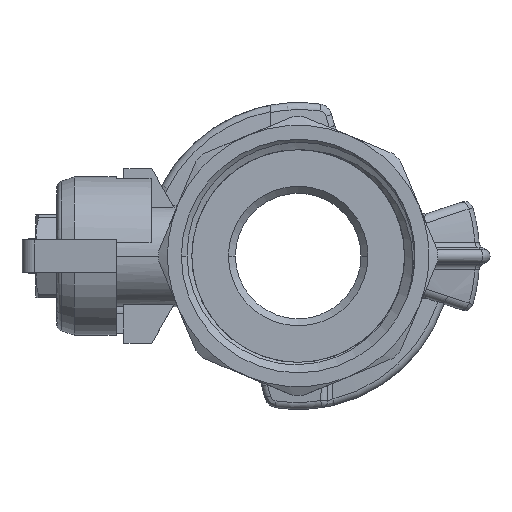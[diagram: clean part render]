
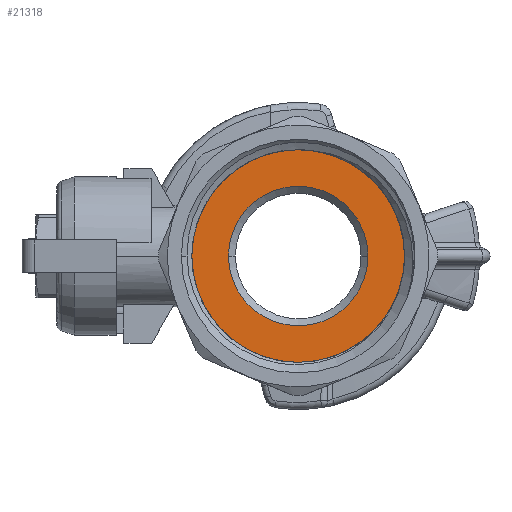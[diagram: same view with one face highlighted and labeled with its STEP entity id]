
A CAD part, left-side view. The second image highlights one B-rep face of the part: STEP entity #21318.
In plain terms, the highlighted face is planar.
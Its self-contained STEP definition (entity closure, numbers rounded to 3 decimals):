
#19649=CARTESIAN_POINT('',(0.,0.5,0.));
#19650=DIRECTION('',(0.,-1.,0.));
#19651=DIRECTION('',(1.,0.,0.));
#19652=AXIS2_PLACEMENT_3D('',#19649,#19650,#19651);
#19654=CARTESIAN_POINT('',(0.,0.5,0.));
#19655=DIRECTION('',(0.,-1.,0.));
#19656=DIRECTION('',(-1.,0.,0.));
#19657=AXIS2_PLACEMENT_3D('',#19654,#19655,#19656);
#19659=CARTESIAN_POINT('',(0.,0.5,0.));
#19660=DIRECTION('',(0.,1.,0.));
#19661=DIRECTION('',(-1.,0.,0.));
#19662=AXIS2_PLACEMENT_3D('',#19659,#19660,#19661);
#19664=CARTESIAN_POINT('',(0.,0.5,0.));
#19665=DIRECTION('',(0.,1.,0.));
#19666=DIRECTION('',(0.,0.,1.));
#19667=AXIS2_PLACEMENT_3D('',#19664,#19665,#19666);
#19669=CARTESIAN_POINT('',(0.,0.5,0.));
#19670=DIRECTION('',(0.,1.,0.));
#19671=DIRECTION('',(1.,0.,0.));
#19672=AXIS2_PLACEMENT_3D('',#19669,#19670,#19671);
#19674=CARTESIAN_POINT('',(0.,0.5,0.));
#19675=DIRECTION('',(0.,1.,0.));
#19676=DIRECTION('',(0.,0.,-1.));
#19677=AXIS2_PLACEMENT_3D('',#19674,#19675,#19676);
#20634=CARTESIAN_POINT('',(10.,0.5,0.));
#20635=VERTEX_POINT('',#20634);
#20636=CARTESIAN_POINT('',(-10.,0.5,0.));
#20637=CARTESIAN_POINT('',(0.,0.5,10.));
#20638=VERTEX_POINT('',#20636);
#20639=VERTEX_POINT('',#20637);
#20642=CARTESIAN_POINT('',(0.,0.5,-10.));
#20643=VERTEX_POINT('',#20642);
#20644=CARTESIAN_POINT('',(15.25,0.5,0.));
#20645=CARTESIAN_POINT('',(-15.25,0.5,0.));
#20646=VERTEX_POINT('',#20644);
#20647=VERTEX_POINT('',#20645);
#21301=CARTESIAN_POINT('',(0.,0.5,0.));
#21302=DIRECTION('',(0.,1.,0.));
#21303=DIRECTION('',(1.,0.,0.));
#21304=AXIS2_PLACEMENT_3D('',#21301,#21302,#21303);
#21305=PLANE('',#21304);
#21307=ORIENTED_EDGE('',*,*,#21306,.T.);
#21309=ORIENTED_EDGE('',*,*,#21308,.T.);
#21310=EDGE_LOOP('',(#21307,#21309));
#21311=FACE_OUTER_BOUND('',#21310,.F.);
#21312=ORIENTED_EDGE('',*,*,#21263,.T.);
#21313=ORIENTED_EDGE('',*,*,#21261,.T.);
#21314=ORIENTED_EDGE('',*,*,#21282,.T.);
#21315=ORIENTED_EDGE('',*,*,#21280,.T.);
#21316=EDGE_LOOP('',(#21312,#21313,#21314,#21315));
#21317=FACE_BOUND('',#21316,.F.);
#21318=ADVANCED_FACE('',(#21311,#21317),#21305,.T.);
#19653=CIRCLE('',#19652,15.25);
#19658=CIRCLE('',#19657,15.25);
#19663=CIRCLE('',#19662,10.);
#19668=CIRCLE('',#19667,10.);
#19673=CIRCLE('',#19672,10.);
#19678=CIRCLE('',#19677,10.);
#21261=EDGE_CURVE('',#20639,#20635,#19668,.T.);
#21263=EDGE_CURVE('',#20638,#20639,#19663,.T.);
#21280=EDGE_CURVE('',#20643,#20638,#19678,.T.);
#21282=EDGE_CURVE('',#20635,#20643,#19673,.T.);
#21306=EDGE_CURVE('',#20646,#20647,#19653,.T.);
#21308=EDGE_CURVE('',#20647,#20646,#19658,.T.);
